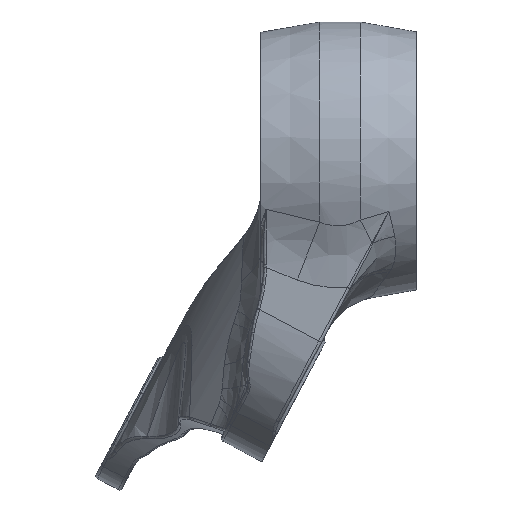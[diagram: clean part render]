
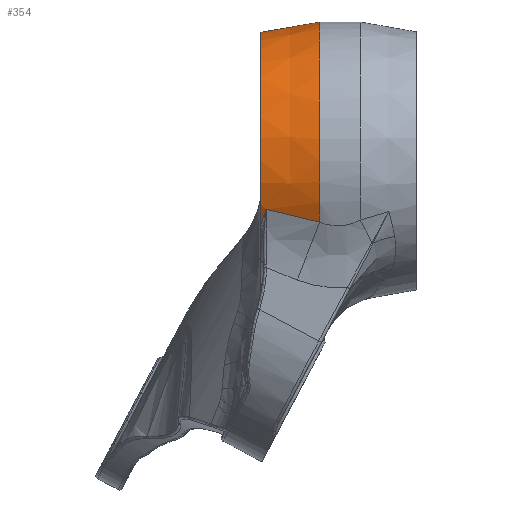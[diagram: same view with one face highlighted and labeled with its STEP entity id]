
A CAD part, front view. The second image highlights one B-rep face of the part: STEP entity #354.
In plain terms, the highlighted conical face has half-angle 10 degrees and reference radius 21.998 mm.
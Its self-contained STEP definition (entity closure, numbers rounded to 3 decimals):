
#133=CONICAL_SURFACE('',#2671,21.998,10.);
#214=CIRCLE('',#2670,21.909);
#354=ADVANCED_FACE('F27',(#645),#133,.T.);
#645=FACE_OUTER_BOUND('',#809,.T.);
#809=EDGE_LOOP('',(#1478,#1479,#1480,#1481,#1482,#1483,#1484));
#1478=ORIENTED_EDGE('',*,*,#2316,.F.);
#1479=ORIENTED_EDGE('',*,*,#2317,.T.);
#1480=ORIENTED_EDGE('',*,*,#2246,.T.);
#1481=ORIENTED_EDGE('',*,*,#2318,.T.);
#1482=ORIENTED_EDGE('',*,*,#2319,.T.);
#1483=ORIENTED_EDGE('',*,*,#2320,.T.);
#1484=ORIENTED_EDGE('',*,*,#2321,.T.);
#1803=VERTEX_POINT('',#3058);
#1904=VERTEX_POINT('',#4899);
#1949=VERTEX_POINT('',#5849);
#1986=VERTEX_POINT('',#7058);
#1987=VERTEX_POINT('',#7059);
#1988=VERTEX_POINT('',#7081);
#1989=VERTEX_POINT('',#7100);
#2246=EDGE_CURVE('E317',#1904,#1949,#2548,.T.);
#2316=EDGE_CURVE('',#1986,#1987,#214,.T.);
#2317=EDGE_CURVE('',#1986,#1904,#2584,.T.);
#2318=EDGE_CURVE('E91',#1949,#1988,#2585,.T.);
#2319=EDGE_CURVE('',#1988,#1989,#2586,.T.);
#2320=EDGE_CURVE('',#1989,#1803,#2587,.T.);
#2321=EDGE_CURVE('',#1803,#1987,#2588,.T.);
#2548=B_SPLINE_CURVE_WITH_KNOTS('',3,(#5884,#5885,#5886,#5887),
 .UNSPECIFIED.,.F.,.F.,(4,4),(0.,1.),.UNSPECIFIED.);
#2584=B_SPLINE_CURVE_WITH_KNOTS('',3,(#7060,#7061,#7062,#7063,#7064,#7065,
#7066,#7067,#7068,#7069,#7070,#7071,#7072,#7073,#7074,#7075,#7076),
 .UNSPECIFIED.,.F.,.F.,(4,2,1,2,2,1,1,2,2,4),(0.,0.25,0.375,
0.437,0.5,0.625,0.687,
0.719,0.75,1.),.UNSPECIFIED.);
#2585=B_SPLINE_CURVE_WITH_KNOTS('',3,(#7077,#7078,#7079,#7080),
 .UNSPECIFIED.,.F.,.F.,(4,4),(0.,1.),.UNSPECIFIED.);
#2586=B_SPLINE_CURVE_WITH_KNOTS('',3,(#7082,#7083,#7084,#7085,#7086,#7087,
#7088,#7089,#7090,#7091,#7092,#7093,#7094,#7095,#7096,#7097,#7098,#7099),
 .UNSPECIFIED.,.F.,.F.,(4,2,2,2,2,2,2,2,4),(0.,0.125,0.25,0.375,0.5,0.625,
0.75,0.875,1.),.UNSPECIFIED.);
#2587=B_SPLINE_CURVE_WITH_KNOTS('',3,(#7101,#7102,#7103,#7104),
 .UNSPECIFIED.,.F.,.F.,(4,4),(0.,1.),.UNSPECIFIED.);
#2588=B_SPLINE_CURVE_WITH_KNOTS('',3,(#7105,#7106,#7107,#7108,#7109,#7110,
#7111,#7112,#7113,#7114,#7115,#7116,#7117,#7118,#7119,#7120,#7121,#7122,
#7123,#7124,#7125),.UNSPECIFIED.,.F.,.F.,(4,2,2,1,2,2,2,1,1,2,2,4),(0.,
0.125,0.188,0.219,0.234,
0.25,0.375,0.438,0.469,0.484,
0.5,1.),.UNSPECIFIED.);
#2670=AXIS2_PLACEMENT_3D('',#7057,#2793,#2794);
#2671=AXIS2_PLACEMENT_3D('',#7126,#2795,#2796);
#2793=DIRECTION('',(-1.,0.,0.));
#2794=DIRECTION('',(0.,0.,1.));
#2795=DIRECTION('',(1.,0.,0.));
#2796=DIRECTION('',(0.,0.,1.));
#3058=CARTESIAN_POINT('',(-12.586,20.564,8.015));
#4899=CARTESIAN_POINT('',(-12.587,-20.468,-8.256));
#5849=CARTESIAN_POINT('',(-3.473,-21.248,-10.448));
#5884=CARTESIAN_POINT('',(-12.587,-20.468,-8.256));
#5885=CARTESIAN_POINT('',(-9.854,-20.707,-8.951));
#5886=CARTESIAN_POINT('',(-6.816,-20.969,-9.68));
#5887=CARTESIAN_POINT('',(-3.473,-21.248,-10.448));
#7057=CARTESIAN_POINT('',(-13.5,0.,0.));
#7058=CARTESIAN_POINT('',(-13.5,-19.01,-10.892));
#7059=CARTESIAN_POINT('',(-13.5,21.551,3.946));
#7060=CARTESIAN_POINT('',(-13.5,-19.01,-10.892));
#7061=CARTESIAN_POINT('',(-13.446,-19.134,-10.695));
#7062=CARTESIAN_POINT('',(-13.384,-19.261,-10.488));
#7063=CARTESIAN_POINT('',(-13.28,-19.455,-10.161));
#7064=CARTESIAN_POINT('',(-13.225,-19.553,-9.994));
#7065=CARTESIAN_POINT('',(-13.166,-19.651,-9.821));
#7066=CARTESIAN_POINT('',(-13.126,-19.717,-9.704));
#7067=CARTESIAN_POINT('',(-13.102,-19.755,-9.636));
#7068=CARTESIAN_POINT('',(-13.047,-19.84,-9.482));
#7069=CARTESIAN_POINT('',(-12.99,-19.928,-9.322));
#7070=CARTESIAN_POINT('',(-12.918,-20.032,-9.126));
#7071=CARTESIAN_POINT('',(-12.886,-20.077,-9.04));
#7072=CARTESIAN_POINT('',(-12.864,-20.107,-8.982));
#7073=CARTESIAN_POINT('',(-12.856,-20.117,-8.961));
#7074=CARTESIAN_POINT('',(-12.727,-20.295,-8.617));
#7075=CARTESIAN_POINT('',(-12.642,-20.403,-8.393));
#7076=CARTESIAN_POINT('',(-12.586,-20.468,-8.256));
#7077=CARTESIAN_POINT('',(-3.473,-21.248,-10.448));
#7078=CARTESIAN_POINT('',(-3.473,-22.839,-7.211));
#7079=CARTESIAN_POINT('',(-3.473,-23.677,-3.607));
#7080=CARTESIAN_POINT('',(-3.473,-23.677,0.));
#7081=CARTESIAN_POINT('',(-3.473,-23.677,0.));
#7082=CARTESIAN_POINT('',(-3.473,-23.677,0.));
#7083=CARTESIAN_POINT('',(-3.473,-23.677,2.939));
#7084=CARTESIAN_POINT('',(-3.473,-23.124,5.876));
#7085=CARTESIAN_POINT('',(-3.473,-20.986,11.351));
#7086=CARTESIAN_POINT('',(-3.473,-19.402,13.886));
#7087=CARTESIAN_POINT('',(-3.473,-15.419,18.207));
#7088=CARTESIAN_POINT('',(-3.473,-13.022,19.992));
#7089=CARTESIAN_POINT('',(-3.473,-7.739,22.569));
#7090=CARTESIAN_POINT('',(-3.473,-4.857,23.36));
#7091=CARTESIAN_POINT('',(-3.473,1.001,23.838));
#7092=CARTESIAN_POINT('',(-3.473,3.974,23.526));
#7093=CARTESIAN_POINT('',(-3.473,9.604,21.841));
#7094=CARTESIAN_POINT('',(-3.473,12.26,20.468));
#7095=CARTESIAN_POINT('',(-3.473,16.891,16.851));
#7096=CARTESIAN_POINT('',(-3.473,18.866,14.606));
#7097=CARTESIAN_POINT('',(-3.473,21.864,9.551));
#7098=CARTESIAN_POINT('',(-3.473,22.887,6.743));
#7099=CARTESIAN_POINT('',(-3.473,23.364,3.843));
#7100=CARTESIAN_POINT('',(-3.473,23.364,3.843));
#7101=CARTESIAN_POINT('',(-3.473,23.364,3.842));
#7102=CARTESIAN_POINT('',(-7.478,22.397,5.371));
#7103=CARTESIAN_POINT('',(-10.515,21.455,6.733));
#7104=CARTESIAN_POINT('',(-12.587,20.564,8.015));
#7105=CARTESIAN_POINT('',(-12.586,20.564,8.015));
#7106=CARTESIAN_POINT('',(-12.6,20.583,7.96));
#7107=CARTESIAN_POINT('',(-12.628,20.62,7.85));
#7108=CARTESIAN_POINT('',(-12.689,20.701,7.601));
#7109=CARTESIAN_POINT('',(-12.712,20.732,7.504));
#7110=CARTESIAN_POINT('',(-12.753,20.784,7.338));
#7111=CARTESIAN_POINT('',(-12.774,20.811,7.249));
#7112=CARTESIAN_POINT('',(-12.797,20.84,7.153));
#7113=CARTESIAN_POINT('',(-12.813,20.86,7.087));
#7114=CARTESIAN_POINT('',(-12.824,20.873,7.043));
#7115=CARTESIAN_POINT('',(-12.877,20.937,6.823));
#7116=CARTESIAN_POINT('',(-12.92,20.987,6.64));
#7117=CARTESIAN_POINT('',(-12.98,21.054,6.387));
#7118=CARTESIAN_POINT('',(-13.009,21.085,6.266));
#7119=CARTESIAN_POINT('',(-13.04,21.118,6.133));
#7120=CARTESIAN_POINT('',(-13.052,21.131,6.079));
#7121=CARTESIAN_POINT('',(-13.061,21.14,6.042));
#7122=CARTESIAN_POINT('',(-13.063,21.143,6.032));
#7123=CARTESIAN_POINT('',(-13.252,21.341,5.211));
#7124=CARTESIAN_POINT('',(-13.396,21.464,4.521));
#7125=CARTESIAN_POINT('',(-13.5,21.551,3.946));
#7126=CARTESIAN_POINT('',(-13.,0.,0.));
